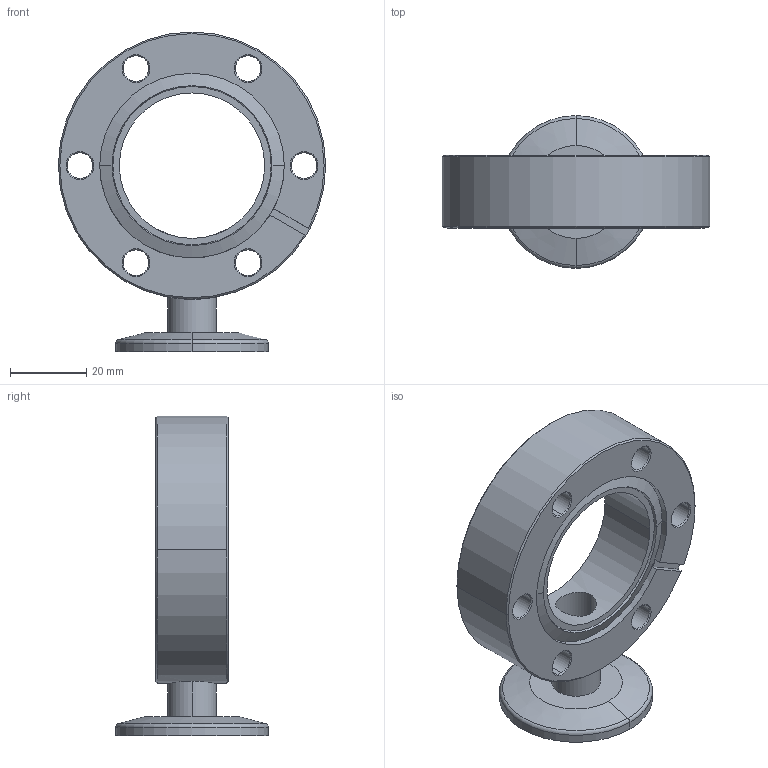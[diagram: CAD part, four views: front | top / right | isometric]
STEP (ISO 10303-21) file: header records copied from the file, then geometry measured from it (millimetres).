
FILE_DESCRIPTION (( 'STEP AP214' ), '1' );
FILE_NAME ('Hositrad_CF35-38DX1-25.STEP', '2017-05-17T09:14:35', ( 'Gebruiker' ), ( '' ), 'SwSTEP 2.0', 'SolidWorks 2017', '' );
FILE_SCHEMA (( 'AUTOMOTIVE_DESIGN' ));
Length unit declared in the file: millimetre
Products named in the file (4): NW35CF-Doublesided-bored_1xKF10; KF25-12.7WS; CF35-38-DX-All_12,3; Hositrad_CF35-38DX1-25
Assembly tree (3 placements, depth 2):
  Hositrad_CF35-38DX1-25
    CF35-38-DX-All_12,3
    KF25-12.7WS
    NW35CF-Doublesided-bored_1xKF10
Bounding box: 70 x 40 x 83.8 mm (x, y, z)
Volume: 48459.7 mm3; surface area: 18507.3 mm2
Topology: 3 solids, 3 shells, 95 faces, 226 edges, 140 vertices
Faces by surface type: cone 40, cylinder 36, plane 17, torus 2
Entity records: 3125 total; most frequent: CARTESIAN_POINT 642, DIRECTION 548, ORIENTED_EDGE 452, AXIS2_PLACEMENT_3D 229, EDGE_CURVE 226, VERTEX_POINT 140, CIRCLE 128, EDGE_LOOP 118
